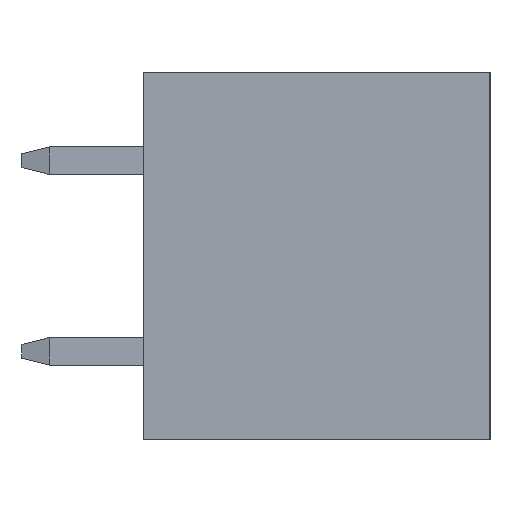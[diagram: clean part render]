
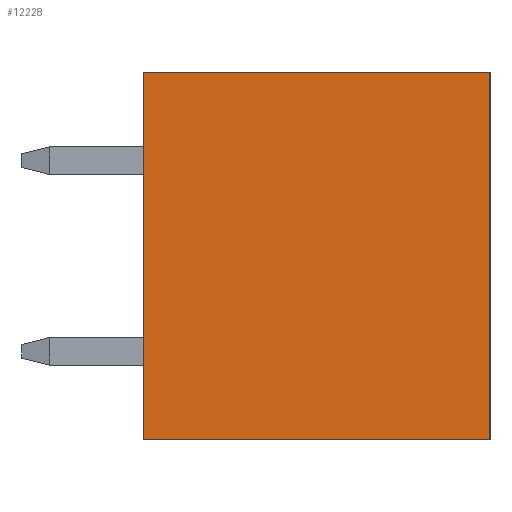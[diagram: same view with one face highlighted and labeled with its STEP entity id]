
A CAD part, left-side view. The second image highlights one B-rep face of the part: STEP entity #12228.
In plain terms, the highlighted planar face has unit normal (-1, 0, 0).
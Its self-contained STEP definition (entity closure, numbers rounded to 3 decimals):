
#1570=LINE('',#19902,#2922);
#1580=LINE('',#19923,#2932);
#1585=LINE('',#19932,#2937);
#1614=LINE('',#19980,#2966);
#2922=VECTOR('',#16287,1000.);
#2932=VECTOR('',#16301,1000.);
#2937=VECTOR('',#16308,1000.);
#2966=VECTOR('',#16345,1000.);
#5989=ORIENTED_EDGE('',*,*,#8019,.T.);
#5990=ORIENTED_EDGE('',*,*,#8009,.T.);
#5991=ORIENTED_EDGE('',*,*,#8056,.T.);
#5992=ORIENTED_EDGE('',*,*,#8024,.T.);
#8009=EDGE_CURVE('',#9222,#9221,#1570,.T.);
#8019=EDGE_CURVE('',#9231,#9222,#1580,.T.);
#8024=EDGE_CURVE('',#9234,#9231,#1585,.T.);
#8056=EDGE_CURVE('',#9221,#9234,#1614,.T.);
#9221=VERTEX_POINT('',#19901);
#9222=VERTEX_POINT('',#19903);
#9231=VERTEX_POINT('',#19924);
#9234=VERTEX_POINT('',#19933);
#10274=EDGE_LOOP('',(#5989,#5990,#5991,#5992));
#11080=FACE_BOUND('',#10274,.T.);
#11581=PLANE('',#13249);
#12228=ADVANCED_FACE('',(#11080),#11581,.T.);
#13249=AXIS2_PLACEMENT_3D('',#19981,#16346,#16347);
#16287=DIRECTION('',(0.,-1.,0.));
#16301=DIRECTION('',(0.,0.,-1.));
#16308=DIRECTION('',(0.,1.,0.));
#16345=DIRECTION('',(0.,0.,1.));
#16346=DIRECTION('',(-1.,0.,0.));
#16347=DIRECTION('',(0.,0.,1.));
#19901=CARTESIAN_POINT('',(-16.15,-5.,-5.3));
#19902=CARTESIAN_POINT('',(-16.15,5.,-5.3));
#19903=CARTESIAN_POINT('',(-16.15,5.,-5.3));
#19923=CARTESIAN_POINT('',(-16.15,5.,5.3));
#19924=CARTESIAN_POINT('',(-16.15,5.,5.3));
#19932=CARTESIAN_POINT('',(-16.15,-5.,5.3));
#19933=CARTESIAN_POINT('',(-16.15,-5.,5.3));
#19980=CARTESIAN_POINT('',(-16.15,-5.,-5.3));
#19981=CARTESIAN_POINT('',(-16.15,0.,0.));
